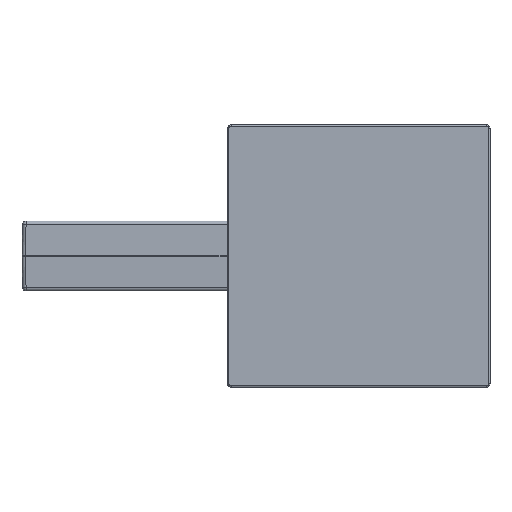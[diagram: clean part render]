
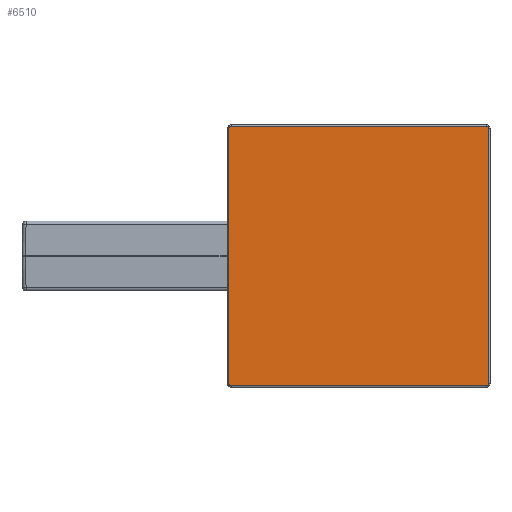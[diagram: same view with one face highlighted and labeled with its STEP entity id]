
A CAD part, front view. The second image highlights one B-rep face of the part: STEP entity #6510.
In plain terms, the highlighted planar face has unit normal (0, -1, 0).
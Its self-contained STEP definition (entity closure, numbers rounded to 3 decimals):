
#24 = DIRECTION ( 'NONE',  ( 0., 0., 1. ) ) ;
#35 = CARTESIAN_POINT ( 'NONE',  ( 29.548, 0., 29.548 ) ) ;
#205 =( BOUNDED_CURVE ( )  B_SPLINE_CURVE ( 3, ( #7068, #4674, #1592, #1069 ),
 .UNSPECIFIED., .F., .F. ) 
 B_SPLINE_CURVE_WITH_KNOTS ( ( 4, 4 ),
 ( 0., 0.785 ),
 .UNSPECIFIED. ) 
 CURVE ( )  GEOMETRIC_REPRESENTATION_ITEM ( )  RATIONAL_B_SPLINE_CURVE ( ( 1., 0.949, 0.949, 1. ) ) 
 REPRESENTATION_ITEM ( '' )  );
#248 =( BOUNDED_CURVE ( )  B_SPLINE_CURVE ( 3, ( #2292, #3611, #5431, #1209 ),
 .UNSPECIFIED., .F., .F. ) 
 B_SPLINE_CURVE_WITH_KNOTS ( ( 4, 4 ),
 ( 0., 0.785 ),
 .UNSPECIFIED. ) 
 CURVE ( )  GEOMETRIC_REPRESENTATION_ITEM ( )  RATIONAL_B_SPLINE_CURVE ( ( 1., 0.949, 0.949, 1. ) ) 
 REPRESENTATION_ITEM ( '' )  );
#372 = ORIENTED_EDGE ( 'NONE', *, *, #6940, .T. ) ;
#424 = CARTESIAN_POINT ( 'NONE',  ( 29.548, 0., -29.548 ) ) ;
#524 = CARTESIAN_POINT ( 'NONE',  ( 29.195, 0., -29.695 ) ) ;
#542 = AXIS2_PLACEMENT_3D ( 'NONE', #3445, #998, #879 ) ;
#703 = CARTESIAN_POINT ( 'NONE',  ( 29.695, 0., -29.195 ) ) ;
#721 =( BOUNDED_CURVE ( )  B_SPLINE_CURVE ( 3, ( #6676, #6069, #5462, #7924 ),
 .UNSPECIFIED., .F., .F. ) 
 B_SPLINE_CURVE_WITH_KNOTS ( ( 4, 4 ),
 ( 5.498, 6.283 ),
 .UNSPECIFIED. ) 
 CURVE ( )  GEOMETRIC_REPRESENTATION_ITEM ( )  RATIONAL_B_SPLINE_CURVE ( ( 1., 0.949, 0.949, 1. ) ) 
 REPRESENTATION_ITEM ( '' )  );
#786 = CARTESIAN_POINT ( 'NONE',  ( -29.695, 0., -29.329 ) ) ;
#814 = VECTOR ( 'NONE', #6786, 1000. ) ;
#827 = VECTOR ( 'NONE', #7778, 1000. ) ;
#869 = VERTEX_POINT ( 'NONE', #3212 ) ;
#879 = DIRECTION ( 'NONE',  ( 0., 0., 1. ) ) ;
#938 = CARTESIAN_POINT ( 'NONE',  ( -29.329, 0., 29.695 ) ) ;
#943 = EDGE_CURVE ( 'NONE', #3946, #7860, #5964, .T. ) ;
#998 = DIRECTION ( 'NONE',  ( 0., 1., 0. ) ) ;
#1028 =( BOUNDED_CURVE ( )  B_SPLINE_CURVE ( 3, ( #1934, #3052, #4384, #35 ),
 .UNSPECIFIED., .F., .F. ) 
 B_SPLINE_CURVE_WITH_KNOTS ( ( 4, 4 ),
 ( 5.498, 6.283 ),
 .UNSPECIFIED. ) 
 CURVE ( )  GEOMETRIC_REPRESENTATION_ITEM ( )  RATIONAL_B_SPLINE_CURVE ( ( 1., 0.949, 0.949, 1. ) ) 
 REPRESENTATION_ITEM ( '' )  );
#1069 = CARTESIAN_POINT ( 'NONE',  ( -29.195, 0., -29.695 ) ) ;
#1090 = EDGE_CURVE ( 'NONE', #6724, #4653, #3081, .T. ) ;
#1105 = EDGE_CURVE ( 'NONE', #4115, #3795, #721, .T. ) ;
#1209 = CARTESIAN_POINT ( 'NONE',  ( 29.195, 0., 29.695 ) ) ;
#1287 =( BOUNDED_CURVE ( )  B_SPLINE_CURVE ( 3, ( #2637, #786, #5053, #6382 ),
 .UNSPECIFIED., .F., .F. ) 
 B_SPLINE_CURVE_WITH_KNOTS ( ( 4, 4 ),
 ( 5.498, 6.283 ),
 .UNSPECIFIED. ) 
 CURVE ( )  GEOMETRIC_REPRESENTATION_ITEM ( )  RATIONAL_B_SPLINE_CURVE ( ( 1., 0.949, 0.949, 1. ) ) 
 REPRESENTATION_ITEM ( '' )  );
#1307 = VERTEX_POINT ( 'NONE', #5979 ) ;
#1489 = PLANE ( 'NONE',  #542 ) ;
#1544 = EDGE_CURVE ( 'NONE', #6789, #4270, #1287, .T. ) ;
#1568 = CARTESIAN_POINT ( 'NONE',  ( -29.695, 0., 29.195 ) ) ;
#1572 = VECTOR ( 'NONE', #2991, 1000. ) ;
#1592 = CARTESIAN_POINT ( 'NONE',  ( -29.329, 0., -29.695 ) ) ;
#1853 = CARTESIAN_POINT ( 'NONE',  ( -29.548, 0., -29.548 ) ) ;
#1934 = CARTESIAN_POINT ( 'NONE',  ( 29.695, 0., 29.195 ) ) ;
#2143 = CARTESIAN_POINT ( 'NONE',  ( -29.195, 0., 29.695 ) ) ;
#2148 = LINE ( 'NONE', #4556, #814 ) ;
#2292 = CARTESIAN_POINT ( 'NONE',  ( 29.548, 0., 29.548 ) ) ;
#2302 = EDGE_LOOP ( 'NONE', ( #5523, #6772, #4962, #3896, #7019, #372, #5625, #3131, #6478, #7577, #4093, #2956 ) ) ;
#2635 = CARTESIAN_POINT ( 'NONE',  ( 29.643, 0., -29.453 ) ) ;
#2637 = CARTESIAN_POINT ( 'NONE',  ( -29.695, 0., -29.195 ) ) ;
#2728 = CARTESIAN_POINT ( 'NONE',  ( -29.643, 0., 29.453 ) ) ;
#2766 = LINE ( 'NONE', #5786, #827 ) ;
#2956 = ORIENTED_EDGE ( 'NONE', *, *, #6249, .T. ) ;
#2991 = DIRECTION ( 'NONE',  ( 1., 0., 0. ) ) ;
#3052 = CARTESIAN_POINT ( 'NONE',  ( 29.695, 0., 29.329 ) ) ;
#3081 = LINE ( 'NONE', #7409, #5512 ) ;
#3131 = ORIENTED_EDGE ( 'NONE', *, *, #1105, .T. ) ;
#3212 = CARTESIAN_POINT ( 'NONE',  ( 29.195, 0., 29.695 ) ) ;
#3445 = CARTESIAN_POINT ( 'NONE',  ( 30., 0., 30. ) ) ;
#3540 =( BOUNDED_CURVE ( )  B_SPLINE_CURVE ( 3, ( #6174, #2635, #6218, #703 ),
 .UNSPECIFIED., .F., .F. ) 
 B_SPLINE_CURVE_WITH_KNOTS ( ( 4, 4 ),
 ( 0., 0.785 ),
 .UNSPECIFIED. ) 
 CURVE ( )  GEOMETRIC_REPRESENTATION_ITEM ( )  RATIONAL_B_SPLINE_CURVE ( ( 1., 0.949, 0.949, 1. ) ) 
 REPRESENTATION_ITEM ( '' )  );
#3557 = LINE ( 'NONE', #5526, #1572 ) ;
#3611 = CARTESIAN_POINT ( 'NONE',  ( 29.453, 0., 29.643 ) ) ;
#3629 = CARTESIAN_POINT ( 'NONE',  ( -29.548, 0., 29.548 ) ) ;
#3795 = VERTEX_POINT ( 'NONE', #424 ) ;
#3896 = ORIENTED_EDGE ( 'NONE', *, *, #7547, .T. ) ;
#3946 = VERTEX_POINT ( 'NONE', #3629 ) ;
#4093 = ORIENTED_EDGE ( 'NONE', *, *, #4279, .T. ) ;
#4115 = VERTEX_POINT ( 'NONE', #524 ) ;
#4270 = VERTEX_POINT ( 'NONE', #1853 ) ;
#4279 = EDGE_CURVE ( 'NONE', #4653, #1307, #1028, .T. ) ;
#4322 = CARTESIAN_POINT ( 'NONE',  ( -29.695, 0., -29.195 ) ) ;
#4356 = CARTESIAN_POINT ( 'NONE',  ( 29.695, 0., 29.195 ) ) ;
#4384 = CARTESIAN_POINT ( 'NONE',  ( 29.643, 0., 29.453 ) ) ;
#4556 = CARTESIAN_POINT ( 'NONE',  ( 30., 0., 29.695 ) ) ;
#4653 = VERTEX_POINT ( 'NONE', #4356 ) ;
#4674 = CARTESIAN_POINT ( 'NONE',  ( -29.453, 0., -29.643 ) ) ;
#4683 = EDGE_CURVE ( 'NONE', #3795, #6724, #3540, .T. ) ;
#4962 = ORIENTED_EDGE ( 'NONE', *, *, #943, .T. ) ;
#5053 = CARTESIAN_POINT ( 'NONE',  ( -29.643, 0., -29.453 ) ) ;
#5355 = CARTESIAN_POINT ( 'NONE',  ( -29.453, 0., 29.643 ) ) ;
#5396 =( BOUNDED_CURVE ( )  B_SPLINE_CURVE ( 3, ( #2143, #938, #5355, #5837 ),
 .UNSPECIFIED., .F., .F. ) 
 B_SPLINE_CURVE_WITH_KNOTS ( ( 4, 4 ),
 ( 5.498, 6.283 ),
 .UNSPECIFIED. ) 
 CURVE ( )  GEOMETRIC_REPRESENTATION_ITEM ( )  RATIONAL_B_SPLINE_CURVE ( ( 1., 0.949, 0.949, 1. ) ) 
 REPRESENTATION_ITEM ( '' )  );
#5431 = CARTESIAN_POINT ( 'NONE',  ( 29.329, 0., 29.695 ) ) ;
#5462 = CARTESIAN_POINT ( 'NONE',  ( 29.453, 0., -29.643 ) ) ;
#5512 = VECTOR ( 'NONE', #24, 1000. ) ;
#5523 = ORIENTED_EDGE ( 'NONE', *, *, #6747, .T. ) ;
#5526 = CARTESIAN_POINT ( 'NONE',  ( 30., 0., -29.695 ) ) ;
#5582 = VERTEX_POINT ( 'NONE', #5820 ) ;
#5625 = ORIENTED_EDGE ( 'NONE', *, *, #5654, .T. ) ;
#5654 = EDGE_CURVE ( 'NONE', #7208, #4115, #3557, .T. ) ;
#5741 = CARTESIAN_POINT ( 'NONE',  ( -29.548, 0., 29.548 ) ) ;
#5786 = CARTESIAN_POINT ( 'NONE',  ( -29.695, 0., 30. ) ) ;
#5820 = CARTESIAN_POINT ( 'NONE',  ( -29.195, 0., 29.695 ) ) ;
#5837 = CARTESIAN_POINT ( 'NONE',  ( -29.548, 0., 29.548 ) ) ;
#5864 = CARTESIAN_POINT ( 'NONE',  ( -29.695, 0., 29.329 ) ) ;
#5964 =( BOUNDED_CURVE ( )  B_SPLINE_CURVE ( 3, ( #5741, #2728, #5864, #1568 ),
 .UNSPECIFIED., .F., .T. ) 
 B_SPLINE_CURVE_WITH_KNOTS ( ( 4, 4 ),
 ( 0., 0.785 ),
 .UNSPECIFIED. ) 
 CURVE ( )  GEOMETRIC_REPRESENTATION_ITEM ( )  RATIONAL_B_SPLINE_CURVE ( ( 1., 0.949, 0.949, 1. ) ) 
 REPRESENTATION_ITEM ( '' )  );
#5979 = CARTESIAN_POINT ( 'NONE',  ( 29.548, 0., 29.548 ) ) ;
#6069 = CARTESIAN_POINT ( 'NONE',  ( 29.329, 0., -29.695 ) ) ;
#6174 = CARTESIAN_POINT ( 'NONE',  ( 29.548, 0., -29.548 ) ) ;
#6218 = CARTESIAN_POINT ( 'NONE',  ( 29.695, 0., -29.329 ) ) ;
#6249 = EDGE_CURVE ( 'NONE', #1307, #869, #248, .T. ) ;
#6382 = CARTESIAN_POINT ( 'NONE',  ( -29.548, 0., -29.548 ) ) ;
#6478 = ORIENTED_EDGE ( 'NONE', *, *, #4683, .T. ) ;
#6510 = ADVANCED_FACE ( 'NONE', ( #7656 ), #1489, .F. ) ;
#6676 = CARTESIAN_POINT ( 'NONE',  ( 29.195, 0., -29.695 ) ) ;
#6724 = VERTEX_POINT ( 'NONE', #7674 ) ;
#6747 = EDGE_CURVE ( 'NONE', #869, #5582, #2148, .T. ) ;
#6772 = ORIENTED_EDGE ( 'NONE', *, *, #7198, .T. ) ;
#6786 = DIRECTION ( 'NONE',  ( -1., 0., 0. ) ) ;
#6789 = VERTEX_POINT ( 'NONE', #4322 ) ;
#6913 = CARTESIAN_POINT ( 'NONE',  ( -29.695, 0., 29.195 ) ) ;
#6940 = EDGE_CURVE ( 'NONE', #4270, #7208, #205, .T. ) ;
#7019 = ORIENTED_EDGE ( 'NONE', *, *, #1544, .T. ) ;
#7068 = CARTESIAN_POINT ( 'NONE',  ( -29.548, 0., -29.548 ) ) ;
#7198 = EDGE_CURVE ( 'NONE', #5582, #3946, #5396, .T. ) ;
#7208 = VERTEX_POINT ( 'NONE', #7222 ) ;
#7222 = CARTESIAN_POINT ( 'NONE',  ( -29.195, 0., -29.695 ) ) ;
#7409 = CARTESIAN_POINT ( 'NONE',  ( 29.695, 0., 30. ) ) ;
#7547 = EDGE_CURVE ( 'NONE', #7860, #6789, #2766, .T. ) ;
#7577 = ORIENTED_EDGE ( 'NONE', *, *, #1090, .T. ) ;
#7656 = FACE_OUTER_BOUND ( 'NONE', #2302, .T. ) ;
#7674 = CARTESIAN_POINT ( 'NONE',  ( 29.695, 0., -29.195 ) ) ;
#7778 = DIRECTION ( 'NONE',  ( 0., 0., -1. ) ) ;
#7860 = VERTEX_POINT ( 'NONE', #6913 ) ;
#7924 = CARTESIAN_POINT ( 'NONE',  ( 29.548, 0., -29.548 ) ) ;
